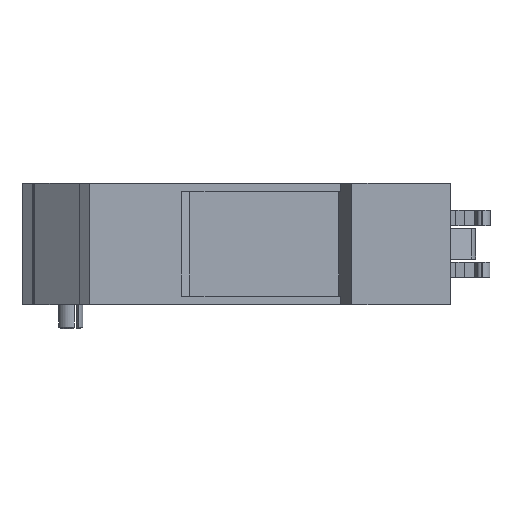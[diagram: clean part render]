
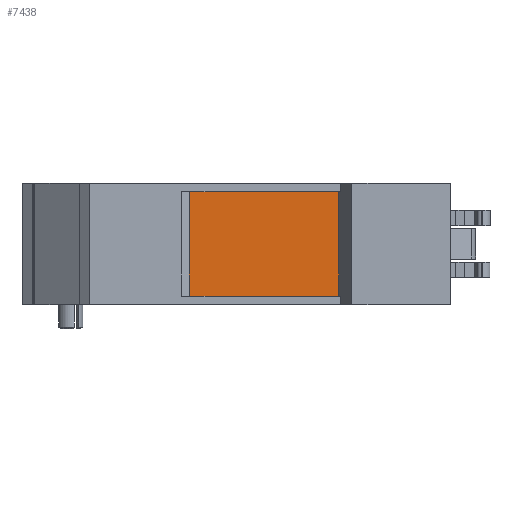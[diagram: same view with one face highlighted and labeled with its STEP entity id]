
A CAD part, left-side view. The second image highlights one B-rep face of the part: STEP entity #7438.
In plain terms, the highlighted planar face has unit normal (-1, 0, 0).
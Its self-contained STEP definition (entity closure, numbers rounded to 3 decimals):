
#272 = VERTEX_POINT ( 'NONE', #5669 ) ;
#357 = CARTESIAN_POINT ( 'NONE',  ( -34., -27.499, -24.884 ) ) ;
#750 = DIRECTION ( 'NONE',  ( 0., 0., -1. ) ) ;
#848 = ORIENTED_EDGE ( 'NONE', *, *, #6468, .T. ) ;
#901 = ORIENTED_EDGE ( 'NONE', *, *, #6490, .F. ) ;
#989 = ORIENTED_EDGE ( 'NONE', *, *, #6558, .F. ) ;
#1048 = ORIENTED_EDGE ( 'NONE', *, *, #6639, .F. ) ;
#1414 = PLANE ( 'NONE',  #2721 ) ;
#2238 = DIRECTION ( 'NONE',  ( 0., -1., 0. ) ) ;
#2267 = DIRECTION ( 'NONE',  ( -1., 0., 0. ) ) ;
#2304 = CARTESIAN_POINT ( 'NONE',  ( -34., -10.849, 124.648 ) ) ;
#2721 = AXIS2_PLACEMENT_3D ( 'NONE', #2304, #2267, #2238 ) ;
#2949 = DIRECTION ( 'NONE',  ( 0., -1., 0. ) ) ;
#3105 = CARTESIAN_POINT ( 'NONE',  ( -34., -11.3, 18.6 ) ) ;
#5180 = LINE ( 'NONE', #357, #5568 ) ;
#5439 = VERTEX_POINT ( 'NONE', #8390 ) ;
#5568 = VECTOR ( 'NONE', #750, 1000. ) ;
#5590 = VERTEX_POINT ( 'NONE', #7018 ) ;
#5669 = CARTESIAN_POINT ( 'NONE',  ( -34., -52.099, 1.4 ) ) ;
#5885 = CARTESIAN_POINT ( 'NONE',  ( -34., -52.099, 10. ) ) ;
#6013 = LINE ( 'NONE', #7695, #6030 ) ;
#6030 = VECTOR ( 'NONE', #7859, 1000. ) ;
#6177 = FACE_OUTER_BOUND ( 'NONE', #7699, .T. ) ;
#6317 = LINE ( 'NONE', #5885, #6671 ) ;
#6460 = VERTEX_POINT ( 'NONE', #7341 ) ;
#6468 = EDGE_CURVE ( 'NONE', #6460, #5439, #5180, .T. ) ;
#6490 = EDGE_CURVE ( 'NONE', #272, #5439, #6013, .T. ) ;
#6509 = DIRECTION ( 'NONE',  ( 0., 0., -1. ) ) ;
#6558 = EDGE_CURVE ( 'NONE', #5590, #272, #6317, .T. ) ;
#6639 = EDGE_CURVE ( 'NONE', #6460, #5590, #7577, .T. ) ;
#6671 = VECTOR ( 'NONE', #6509, 1000. ) ;
#7018 = CARTESIAN_POINT ( 'NONE',  ( -34., -52.099, 18.6 ) ) ;
#7341 = CARTESIAN_POINT ( 'NONE',  ( -34., -27.499, 18.6 ) ) ;
#7438 = ADVANCED_FACE ( 'NONE', ( #6177 ), #1414, .T. ) ;
#7577 = LINE ( 'NONE', #3105, #7653 ) ;
#7653 = VECTOR ( 'NONE', #2949, 1000. ) ;
#7695 = CARTESIAN_POINT ( 'NONE',  ( -34., -57., 1.4 ) ) ;
#7699 = EDGE_LOOP ( 'NONE', ( #848, #901, #989, #1048 ) ) ;
#7859 = DIRECTION ( 'NONE',  ( 0., 1., 0. ) ) ;
#8390 = CARTESIAN_POINT ( 'NONE',  ( -34., -27.499, 1.4 ) ) ;
